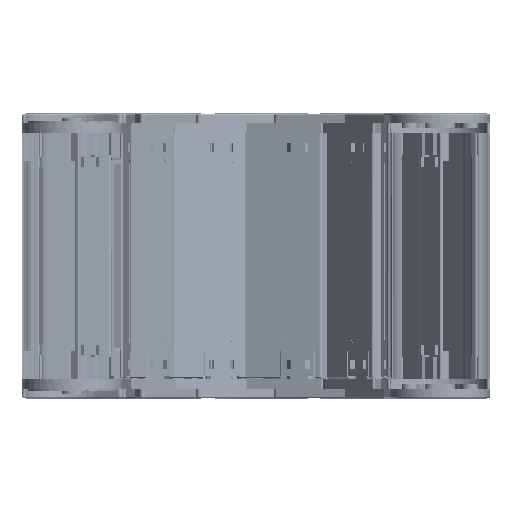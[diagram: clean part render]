
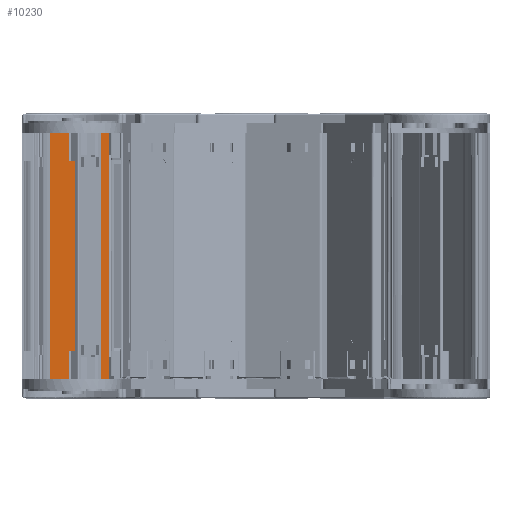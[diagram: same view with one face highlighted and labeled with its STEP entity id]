
A CAD part, left-side view. The second image highlights one B-rep face of the part: STEP entity #10230.
In plain terms, the highlighted face is planar.
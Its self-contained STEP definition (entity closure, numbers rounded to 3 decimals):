
#129 = DIRECTION ( 'NONE',  ( 0., 0., -1. ) ) ;
#1132 = LINE ( 'NONE', #23822, #16091 ) ;
#1209 = EDGE_CURVE ( 'NONE', #17189, #32467, #29145, .T. ) ;
#1695 = CARTESIAN_POINT ( 'NONE',  ( 24.49, -39.416, -43.799 ) ) ;
#1847 = DIRECTION ( 'NONE',  ( 0., 0., -1. ) ) ;
#2689 = LINE ( 'NONE', #20852, #18146 ) ;
#2760 = VERTEX_POINT ( 'NONE', #4809 ) ;
#3016 = CARTESIAN_POINT ( 'NONE',  ( -33.072, -39.416, -95.055 ) ) ;
#3081 = DIRECTION ( 'NONE',  ( 0., 0., 1. ) ) ;
#4347 = DIRECTION ( 'NONE',  ( -1., 0., 0. ) ) ;
#4657 = ORIENTED_EDGE ( 'NONE', *, *, #22947, .F. ) ;
#4809 = CARTESIAN_POINT ( 'NONE',  ( -13.51, -39.416, -117.805 ) ) ;
#5916 = VECTOR ( 'NONE', #14561, 1000. ) ;
#5975 = DIRECTION ( 'NONE',  ( 1., 0., 0. ) ) ;
#6158 = VECTOR ( 'NONE', #10951, 1000. ) ;
#6292 = CARTESIAN_POINT ( 'NONE',  ( 43.49, -39.416, -95.055 ) ) ;
#6410 = CARTESIAN_POINT ( 'NONE',  ( 18.49, -39.416, -117.805 ) ) ;
#6702 = EDGE_CURVE ( 'NONE', #19968, #2760, #24430, .T. ) ;
#7198 = ORIENTED_EDGE ( 'NONE', *, *, #13604, .T. ) ;
#7658 = CARTESIAN_POINT ( 'NONE',  ( 18.49, -39.416, -270.735 ) ) ;
#8158 = CARTESIAN_POINT ( 'NONE',  ( 4.49, -39.416, -117.805 ) ) ;
#8717 = VERTEX_POINT ( 'NONE', #6410 ) ;
#8839 = LINE ( 'NONE', #29601, #35582 ) ;
#8954 = EDGE_CURVE ( 'NONE', #31784, #17189, #36524, .T. ) ;
#9292 = EDGE_CURVE ( 'NONE', #16839, #13094, #1132, .T. ) ;
#9307 = CARTESIAN_POINT ( 'NONE',  ( -13.51, -39.416, -272.735 ) ) ;
#9347 = LINE ( 'NONE', #33149, #12987 ) ;
#10230 = ADVANCED_FACE ( 'NONE', ( #33716 ), #21728, .F. ) ;
#10951 = DIRECTION ( 'NONE',  ( -1., 0., 0. ) ) ;
#11421 = ORIENTED_EDGE ( 'NONE', *, *, #23577, .T. ) ;
#11707 = CARTESIAN_POINT ( 'NONE',  ( 24.49, -39.416, -272.735 ) ) ;
#12381 = VERTEX_POINT ( 'NONE', #34093 ) ;
#12622 = DIRECTION ( 'NONE',  ( -1., 0., 0. ) ) ;
#12987 = VECTOR ( 'NONE', #24543, 1000. ) ;
#13017 = EDGE_CURVE ( 'NONE', #19968, #17130, #35417, .T. ) ;
#13094 = VERTEX_POINT ( 'NONE', #29764 ) ;
#13604 = EDGE_CURVE ( 'NONE', #8717, #12381, #2689, .T. ) ;
#14162 = EDGE_CURVE ( 'NONE', #16341, #31784, #31700, .T. ) ;
#14561 = DIRECTION ( 'NONE',  ( -1., 0., 0. ) ) ;
#14639 = VECTOR ( 'NONE', #16392, 1000. ) ;
#16091 = VECTOR ( 'NONE', #129, 1000. ) ;
#16099 = ORIENTED_EDGE ( 'NONE', *, *, #19449, .T. ) ;
#16270 = VECTOR ( 'NONE', #12622, 1000. ) ;
#16290 = VECTOR ( 'NONE', #1847, 1000. ) ;
#16341 = VERTEX_POINT ( 'NONE', #6292 ) ;
#16392 = DIRECTION ( 'NONE',  ( 0., 0., 1. ) ) ;
#16712 = VECTOR ( 'NONE', #22750, 1000. ) ;
#16839 = VERTEX_POINT ( 'NONE', #9307 ) ;
#16932 = VECTOR ( 'NONE', #28931, 1000. ) ;
#17130 = VERTEX_POINT ( 'NONE', #3016 ) ;
#17189 = VERTEX_POINT ( 'NONE', #26257 ) ;
#17442 = AXIS2_PLACEMENT_3D ( 'NONE', #1695, #30139, #4347 ) ;
#18146 = VECTOR ( 'NONE', #23391, 1000. ) ;
#18556 = CARTESIAN_POINT ( 'NONE',  ( 24.49, -39.416, -295.455 ) ) ;
#19449 = EDGE_CURVE ( 'NONE', #2760, #8717, #35079, .T. ) ;
#19547 = CARTESIAN_POINT ( 'NONE',  ( 43.49, -39.416, -295.455 ) ) ;
#19711 = ORIENTED_EDGE ( 'NONE', *, *, #6702, .T. ) ;
#19968 = VERTEX_POINT ( 'NONE', #33063 ) ;
#20287 = ORIENTED_EDGE ( 'NONE', *, *, #14162, .T. ) ;
#20852 = CARTESIAN_POINT ( 'NONE',  ( 18.49, -39.416, -95.055 ) ) ;
#21218 = ORIENTED_EDGE ( 'NONE', *, *, #25952, .F. ) ;
#21728 = PLANE ( 'NONE',  #17442 ) ;
#22750 = DIRECTION ( 'NONE',  ( 0., 0., -1. ) ) ;
#22871 = ORIENTED_EDGE ( 'NONE', *, *, #1209, .T. ) ;
#22947 = EDGE_CURVE ( 'NONE', #16839, #32467, #34889, .T. ) ;
#23391 = DIRECTION ( 'NONE',  ( 0., 0., 1. ) ) ;
#23577 = EDGE_CURVE ( 'NONE', #13094, #29697, #29453, .T. ) ;
#23822 = CARTESIAN_POINT ( 'NONE',  ( -13.51, -39.416, -295.455 ) ) ;
#24430 = LINE ( 'NONE', #28614, #16712 ) ;
#24543 = DIRECTION ( 'NONE',  ( -1., 0., 0. ) ) ;
#25952 = EDGE_CURVE ( 'NONE', #16341, #12381, #9347, .T. ) ;
#26257 = CARTESIAN_POINT ( 'NONE',  ( 18.49, -39.416, -295.455 ) ) ;
#26906 = EDGE_CURVE ( 'NONE', #29697, #17130, #8839, .T. ) ;
#27528 = ORIENTED_EDGE ( 'NONE', *, *, #9292, .T. ) ;
#28614 = CARTESIAN_POINT ( 'NONE',  ( -13.51, -39.416, -119.805 ) ) ;
#28843 = ORIENTED_EDGE ( 'NONE', *, *, #8954, .T. ) ;
#28931 = DIRECTION ( 'NONE',  ( 1., 0., 0. ) ) ;
#29145 = LINE ( 'NONE', #7658, #14639 ) ;
#29453 = LINE ( 'NONE', #18556, #16270 ) ;
#29601 = CARTESIAN_POINT ( 'NONE',  ( -33.072, -39.416, -43.799 ) ) ;
#29697 = VERTEX_POINT ( 'NONE', #37357 ) ;
#29764 = CARTESIAN_POINT ( 'NONE',  ( -13.51, -39.416, -295.455 ) ) ;
#30139 = DIRECTION ( 'NONE',  ( 0., -1., 0. ) ) ;
#30442 = ORIENTED_EDGE ( 'NONE', *, *, #13017, .F. ) ;
#31108 = CARTESIAN_POINT ( 'NONE',  ( 18.49, -39.416, -272.735 ) ) ;
#31470 = CARTESIAN_POINT ( 'NONE',  ( 24.49, -39.416, -295.455 ) ) ;
#31700 = LINE ( 'NONE', #36475, #16290 ) ;
#31784 = VERTEX_POINT ( 'NONE', #19547 ) ;
#32166 = EDGE_LOOP ( 'NONE', ( #20287, #28843, #22871, #4657, #27528, #11421, #37179, #30442, #19711, #16099, #7198, #21218 ) ) ;
#32467 = VERTEX_POINT ( 'NONE', #31108 ) ;
#33063 = CARTESIAN_POINT ( 'NONE',  ( -13.51, -39.416, -95.055 ) ) ;
#33149 = CARTESIAN_POINT ( 'NONE',  ( 24.49, -39.416, -95.055 ) ) ;
#33716 = FACE_OUTER_BOUND ( 'NONE', #32166, .T. ) ;
#34093 = CARTESIAN_POINT ( 'NONE',  ( 18.49, -39.416, -95.055 ) ) ;
#34889 = LINE ( 'NONE', #11707, #35373 ) ;
#35079 = LINE ( 'NONE', #8158, #16932 ) ;
#35373 = VECTOR ( 'NONE', #5975, 1000. ) ;
#35417 = LINE ( 'NONE', #37598, #5916 ) ;
#35582 = VECTOR ( 'NONE', #3081, 1000. ) ;
#36475 = CARTESIAN_POINT ( 'NONE',  ( 43.49, -39.416, -43.799 ) ) ;
#36524 = LINE ( 'NONE', #31470, #6158 ) ;
#37179 = ORIENTED_EDGE ( 'NONE', *, *, #26906, .T. ) ;
#37357 = CARTESIAN_POINT ( 'NONE',  ( -33.072, -39.416, -295.455 ) ) ;
#37598 = CARTESIAN_POINT ( 'NONE',  ( 24.49, -39.416, -95.055 ) ) ;
